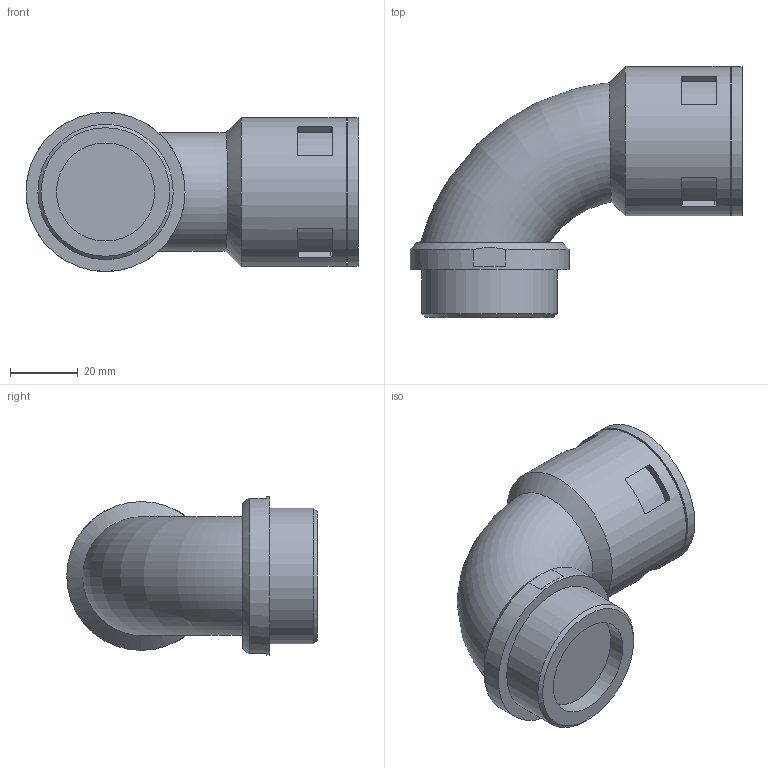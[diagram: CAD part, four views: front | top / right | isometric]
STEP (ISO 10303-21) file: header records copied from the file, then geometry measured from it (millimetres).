
FILE_DESCRIPTION( ( 'STEP AP203' ), '1' );
FILE_NAME( 'FLEXA RQBK90-M 5105.034.240.stp', '2020-03-25T12:09:14', ( 'License CC BY-ND 4.0' ), ( 'CADENAS' ), ' ', 'PARTsolutions', ' ' );
FILE_SCHEMA( ( 'CONFIG_CONTROL_DESIGN' ) );
Length unit declared in the file: millimetre
Products named in the file (1): _FLEXA RQBK90-M 5105.034.240
Bounding box: 98.1 x 74 x 47 mm (x, y, z)
Volume: 101172.1 mm3; surface area: 23136.1 mm2
Topology: 1 solids, 1 shells, 61 faces, 143 edges, 95 vertices
Faces by surface type: plane 29, cylinder 28, cone 3, torus 1
Full cylindrical faces by diameter (mm): 29 x2, 34.5 x1, 37.3 x1, 40 x1, 44 x2, 47 x1
Entity records: 1999 total; most frequent: CARTESIAN_POINT 657, ORIENTED_EDGE 254, DIRECTION 252, EDGE_CURVE 127, AXIS2_PLACEMENT_3D 99, VERTEX_POINT 91, EDGE_LOOP 84, FACE_OUTER_BOUND 70
